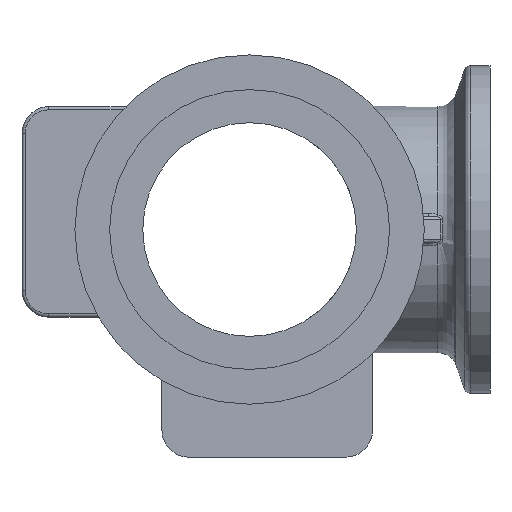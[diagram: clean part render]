
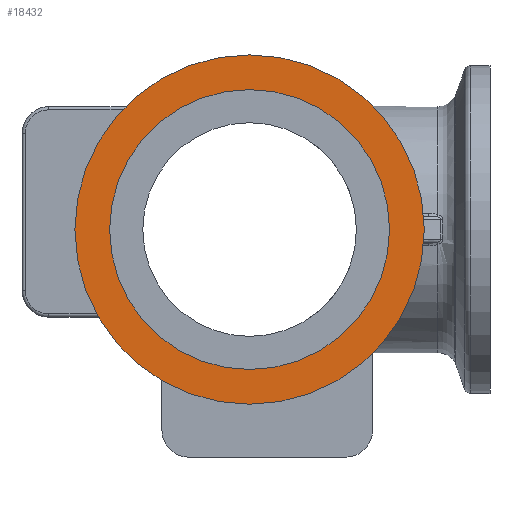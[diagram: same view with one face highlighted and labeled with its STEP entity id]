
A CAD part, left-side view. The second image highlights one B-rep face of the part: STEP entity #18432.
In plain terms, the highlighted planar face has unit normal (-1, 0, 0).
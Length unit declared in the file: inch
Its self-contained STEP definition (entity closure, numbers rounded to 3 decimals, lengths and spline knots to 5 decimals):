
#7268=CARTESIAN_POINT('',(-2.98,1.635,0.0));
#7269=VERTEX_POINT('',#7268);
#7270=CARTESIAN_POINT('',(-2.98,0.0,0.0));
#7271=DIRECTION('',(1.0,0.0,0.0));
#7272=DIRECTION('',(0.0,1.0,0.0));
#7273=AXIS2_PLACEMENT_3D('',#7270,#7271,#7272);
#7274=CIRCLE('',#7273,1.635);
#7275=EDGE_CURVE('',#7269,#7269,#7274,.T.);
#18406=CARTESIAN_POINT('',(-2.98,1.31,0.0));
#18407=VERTEX_POINT('',#18406);
#18408=CARTESIAN_POINT('',(-2.98,0.0,0.0));
#18409=DIRECTION('',(1.0,0.0,0.0));
#18410=DIRECTION('',(0.0,1.0,0.0));
#18411=AXIS2_PLACEMENT_3D('',#18408,#18409,#18410);
#18412=CIRCLE('',#18411,1.31);
#18413=EDGE_CURVE('',#18407,#18407,#18412,.T.);
#18421=CARTESIAN_POINT('',(-2.98,1.4725,0.0));
#18422=DIRECTION('',(-1.0,0.0,0.0));
#18423=DIRECTION('',(0.0,0.0,1.0));
#18424=AXIS2_PLACEMENT_3D('',#18421,#18422,#18423);
#18425=PLANE('',#18424);
#18426=ORIENTED_EDGE('',*,*,#7275,.F.);
#18427=EDGE_LOOP('',(#18426));
#18428=FACE_OUTER_BOUND('',#18427,.T.);
#18429=ORIENTED_EDGE('',*,*,#18413,.T.);
#18430=EDGE_LOOP('',(#18429));
#18431=FACE_BOUND('',#18430,.T.);
#18432=ADVANCED_FACE('',(#18428,#18431),#18425,.T.);
